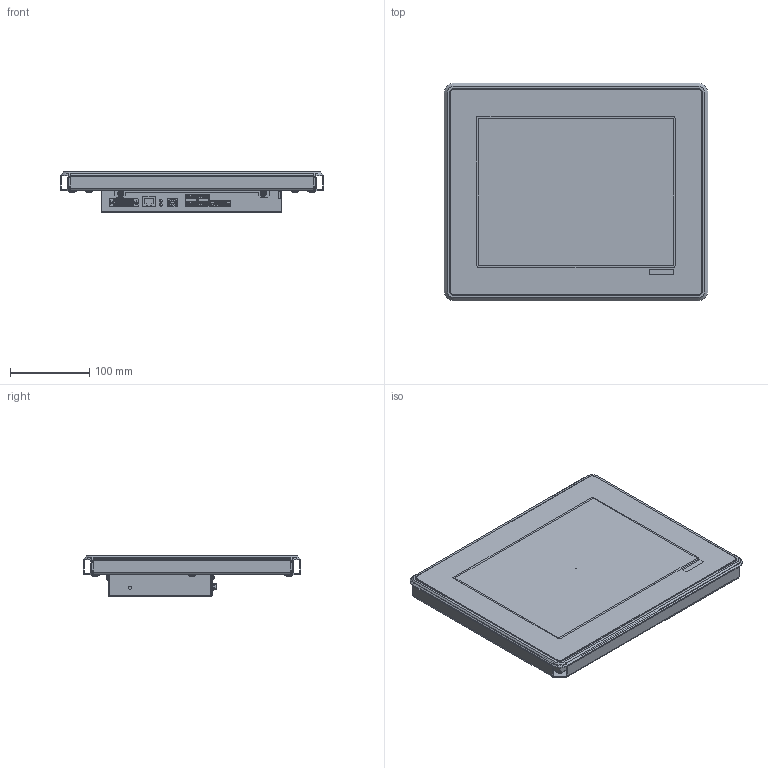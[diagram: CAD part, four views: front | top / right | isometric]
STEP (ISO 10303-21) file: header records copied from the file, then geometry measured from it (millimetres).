
FILE_DESCRIPTION((''),'2;1');
FILE_NAME('PROTOUCH Monitor - 12.1 Einbau.stp','2015-08-05T15:50:00',('PC107_User'),(''),'Autodesk Inventor 2013','Autodesk Inventor 2013','');
FILE_SCHEMA(('AUTOMOTIVE_DESIGN { 1 0 10303 214 1 1 1 1 }'));
Length unit declared in the file: millimetre
Products named in the file (3): PROTOUCH Monitor - 12.1 Einbau; TFT-PB121PU-A102E; MEC-FG1241
Assembly tree (2 placements, depth 2):
  PROTOUCH Monitor - 12.1 Einbau
    TFT-PB121PU-A102E
    MEC-FG1241
Bounding box: 333 x 275 x 52.5 mm (x, y, z)
Volume: 528973.7 mm3; surface area: 660997.8 mm2
Topology: 16 solids, 28 shells, 3521 faces, 9178 edges, 5910 vertices
Faces by surface type: plane 2541, cylinder 754, cone 156, torus 52, bspline 14, revolution 2, sphere 2
Full cylindrical faces by diameter (mm): 0.1 x1, 1.02 x4, 1.8 x3, 2.156 x2, 2.283 x2, 2.459 x6, 2.5 x2, 2.7 x2, 2.845 x4, 3 x34, 3.01 x1, 3.1 x1, 3.242 x6, 3.3 x2, 3.8 x12, 4 x11, 4.2 x2, 4.995 x6, 5 x10, 5.39 x6, 5.4 x6, 6.3 x4, 8 x4, 10 x6
Entity records: 108369 total; most frequent: CARTESIAN_POINT 20397, ORIENTED_EDGE 17660, DIRECTION 17274, EDGE_CURVE 8830, VECTOR 6808, LINE 6808, VERTEX_POINT 5837, AXIS2_PLACEMENT_3D 5232
